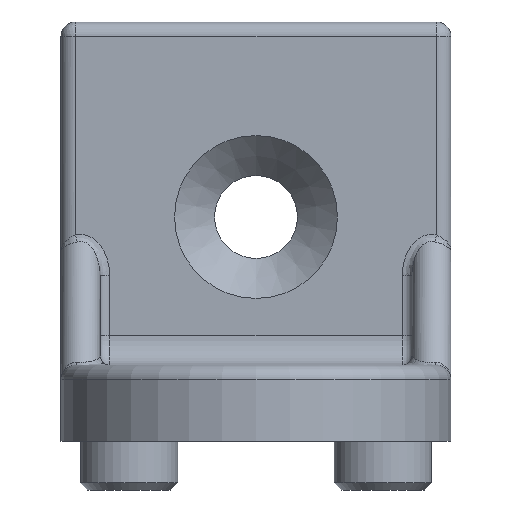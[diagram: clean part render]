
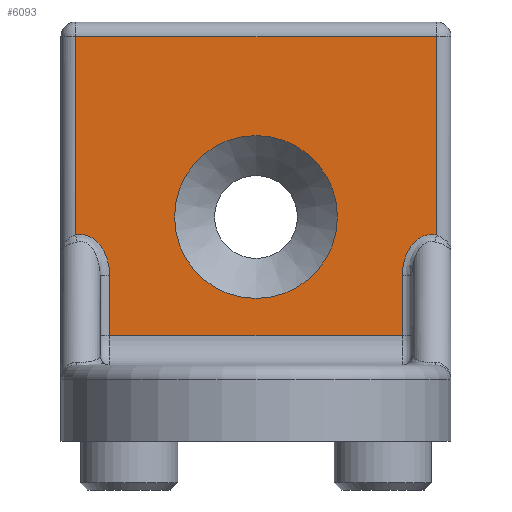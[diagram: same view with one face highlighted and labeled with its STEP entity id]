
A CAD part, left-side view. The second image highlights one B-rep face of the part: STEP entity #6093.
In plain terms, the highlighted planar face has unit normal (-1, 0, 0).
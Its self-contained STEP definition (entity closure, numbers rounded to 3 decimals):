
#5331=CARTESIAN_POINT('',(15.2,-15.,10.8));
#5332=VERTEX_POINT('',#5331);
#5395=CARTESIAN_POINT('',(15.2,15.,10.8));
#5396=VERTEX_POINT('',#5395);
#5580=CARTESIAN_POINT('',(15.2,-15.,10.8));
#5581=DIRECTION('',(0.0,1.0,0.0));
#5582=VECTOR('',#5581,30.);
#5583=LINE('',#5580,#5582);
#5584=EDGE_CURVE('',#5332,#5396,#5583,.T.);
#5624=CARTESIAN_POINT('',(15.2,18.5,21.155));
#5625=VERTEX_POINT('',#5624);
#5693=CARTESIAN_POINT('',(15.2,15.,16.972));
#5694=VERTEX_POINT('',#5693);
#5702=CARTESIAN_POINT('',(15.2,18.0,16.972));
#5703=DIRECTION('',(-1.0,0.0,0.0));
#5704=DIRECTION('',(0.0,0.0,1.0));
#5705=AXIS2_PLACEMENT_3D('',#5702,#5703,#5704);
#5706=ELLIPSE('',#5705,4.243,3.0);
#5707=EDGE_CURVE('',#5694,#5625,#5706,.T.);
#5726=CARTESIAN_POINT('',(15.2,15.,10.8));
#5727=DIRECTION('',(0.0,0.0,1.0));
#5728=VECTOR('',#5727,6.172);
#5729=LINE('',#5726,#5728);
#5730=EDGE_CURVE('',#5396,#5694,#5729,.T.);
#5902=CARTESIAN_POINT('',(15.2,-15.,16.972));
#5903=VERTEX_POINT('',#5902);
#5911=CARTESIAN_POINT('',(15.2,-15.,16.972));
#5912=DIRECTION('',(0.0,0.0,-1.0));
#5913=VECTOR('',#5912,6.172);
#5914=LINE('',#5911,#5913);
#5915=EDGE_CURVE('',#5903,#5332,#5914,.T.);
#5960=CARTESIAN_POINT('',(15.2,-18.5,21.155));
#5961=VERTEX_POINT('',#5960);
#5969=CARTESIAN_POINT('',(15.2,-18.0,16.972));
#5970=DIRECTION('',(-1.0,0.0,0.0));
#5971=DIRECTION('',(0.0,0.0,1.0));
#5972=AXIS2_PLACEMENT_3D('',#5969,#5970,#5971);
#5973=ELLIPSE('',#5972,4.243,3.0);
#5974=EDGE_CURVE('',#5961,#5903,#5973,.T.);
#6048=CARTESIAN_POINT('',(15.2,20.,7.8));
#6049=DIRECTION('',(-1.0,0.0,0.0));
#6050=DIRECTION('',(0.0,-1.0,0.0));
#6051=AXIS2_PLACEMENT_3D('',#6048,#6049,#6050);
#6052=PLANE('',#6051);
#6053=ORIENTED_EDGE('',*,*,#5707,.F.);
#6054=ORIENTED_EDGE('',*,*,#5730,.F.);
#6055=ORIENTED_EDGE('',*,*,#5584,.F.);
#6056=ORIENTED_EDGE('',*,*,#5915,.F.);
#6057=ORIENTED_EDGE('',*,*,#5974,.F.);
#6058=CARTESIAN_POINT('',(15.2,-18.5,41.5));
#6059=VERTEX_POINT('',#6058);
#6060=CARTESIAN_POINT('',(15.2,-18.5,41.5));
#6061=DIRECTION('',(0.0,0.0,-1.0));
#6062=VECTOR('',#6061,20.345);
#6063=LINE('',#6060,#6062);
#6064=EDGE_CURVE('',#6059,#5961,#6063,.T.);
#6065=ORIENTED_EDGE('',*,*,#6064,.F.);
#6066=CARTESIAN_POINT('',(15.2,18.5,41.5));
#6067=VERTEX_POINT('',#6066);
#6068=CARTESIAN_POINT('',(15.2,18.5,41.5));
#6069=DIRECTION('',(0.0,-1.0,0.0));
#6070=VECTOR('',#6069,37.);
#6071=LINE('',#6068,#6070);
#6072=EDGE_CURVE('',#6067,#6059,#6071,.T.);
#6073=ORIENTED_EDGE('',*,*,#6072,.F.);
#6074=CARTESIAN_POINT('',(15.2,18.5,21.155));
#6075=DIRECTION('',(0.0,0.0,1.0));
#6076=VECTOR('',#6075,20.345);
#6077=LINE('',#6074,#6076);
#6078=EDGE_CURVE('',#5625,#6067,#6077,.T.);
#6079=ORIENTED_EDGE('',*,*,#6078,.F.);
#6080=EDGE_LOOP('',(#6053,#6054,#6055,#6056,#6057,#6065,#6073,#6079));
#6081=FACE_OUTER_BOUND('',#6080,.T.);
#6082=CARTESIAN_POINT('',(15.2,0.,31.35));
#6083=VERTEX_POINT('',#6082);
#6084=CARTESIAN_POINT('',(15.2,0.,23.0));
#6085=DIRECTION('',(1.0,0.0,0.0));
#6086=DIRECTION('',(0.0,0.0,1.0));
#6087=AXIS2_PLACEMENT_3D('',#6084,#6085,#6086);
#6088=CIRCLE('',#6087,8.35);
#6089=EDGE_CURVE('',#6083,#6083,#6088,.T.);
#6090=ORIENTED_EDGE('',*,*,#6089,.T.);
#6091=EDGE_LOOP('',(#6090));
#6092=FACE_BOUND('',#6091,.T.);
#6093=ADVANCED_FACE('',(#6081,#6092),#6052,.T.);
